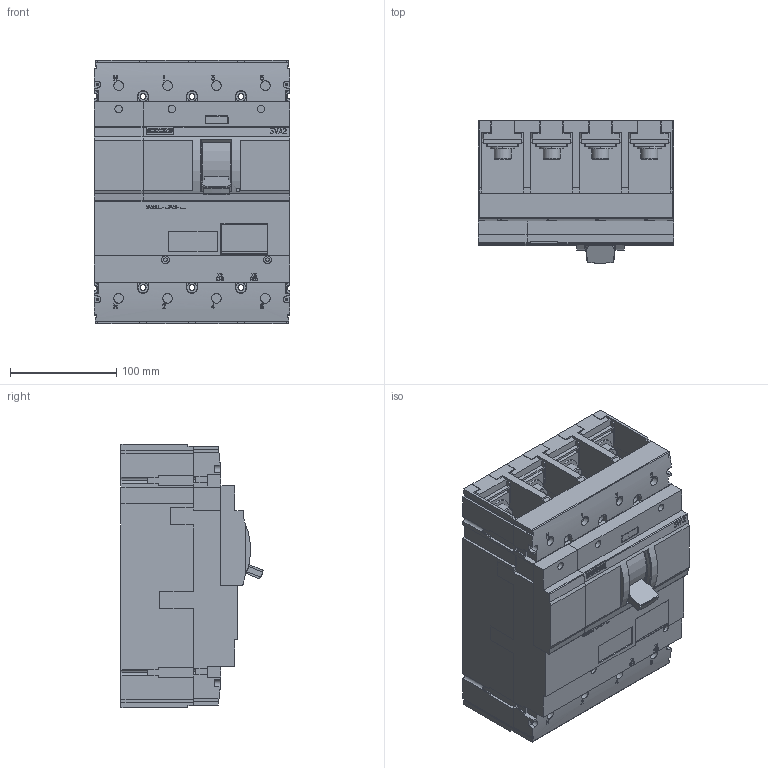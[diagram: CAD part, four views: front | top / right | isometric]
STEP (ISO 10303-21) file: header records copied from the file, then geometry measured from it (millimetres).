
FILE_DESCRIPTION(('no description'),'unknown implementation level');
FILE_NAME('3VA24xxxJP42_0105149_100__3D_v.stp',' ',('SIEMENS A&D'),('CADClick - KiM GmbH - www.kimweb.de'),'unknown preprocess','ACIS','unknown authorization');
FILE_SCHEMA(('automotive_design'));
Length unit declared in the file: millimetre
Products named in the file (2): 1; 2
Bounding box: 184 x 133.56 x 248 mm (x, y, z)
Volume: 4197249.4 mm3; surface area: 443979.9 mm2
Topology: 2 solids, 2 shells, 2259 faces, 6313 edges, 4190 vertices
Faces by surface type: plane 1904, cylinder 309, torus 44, cone 2
Entity records: 143333 total; most frequent: CARTESIAN_POINT 13669, STYLED_ITEM 12756, PRESENTATION_STYLE_ASSIGNMENT 12756, COLOUR_RGB 12756, ORIENTED_EDGE 12610, DIRECTION 11660, EDGE_CURVE 6305, CURVE_STYLE 6305
